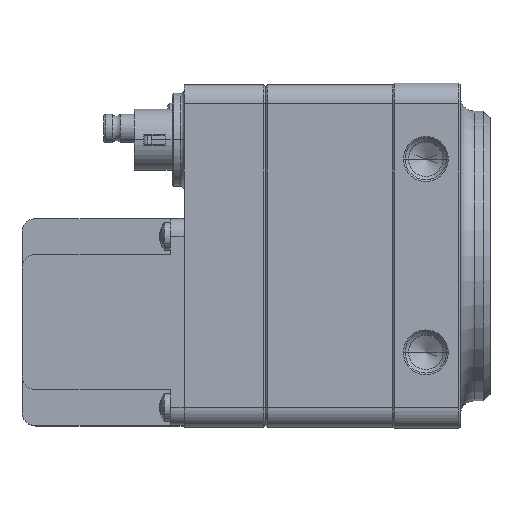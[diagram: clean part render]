
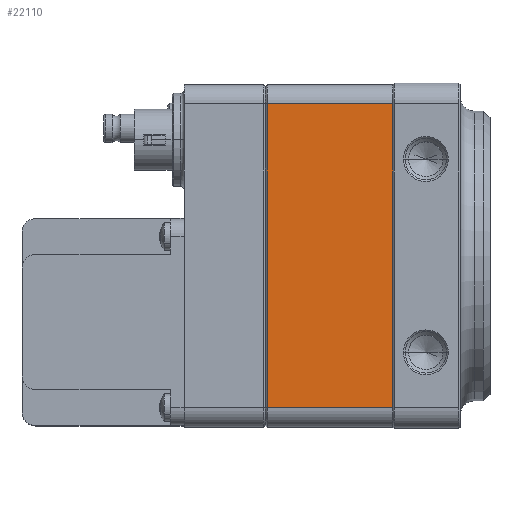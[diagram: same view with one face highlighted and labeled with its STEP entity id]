
A CAD part, top view. The second image highlights one B-rep face of the part: STEP entity #22110.
In plain terms, the highlighted face is planar.
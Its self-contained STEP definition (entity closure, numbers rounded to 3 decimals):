
#21555=DIRECTION('',(0.,0.,-1.));
#21556=VECTOR('',#21555,44.);
#21557=CARTESIAN_POINT('',(0.,-24.8,22.));
#21558=LINE('',#21557,#21556);
#21774=DIRECTION('',(0.,0.,-1.));
#21775=VECTOR('',#21774,44.);
#21776=CARTESIAN_POINT('',(18.15,-24.8,
22.));
#21777=LINE('',#21776,#21775);
#21781=DIRECTION('',(-1.,0.,0.));
#21782=VECTOR('',#21781,18.15);
#21783=CARTESIAN_POINT('',(18.15,-24.8,
-22.));
#21784=LINE('',#21783,#21782);
#21788=DIRECTION('',(-1.,0.,0.));
#21789=VECTOR('',#21788,18.15);
#21790=CARTESIAN_POINT('',(18.15,-24.8,
22.));
#21791=LINE('',#21790,#21789);
#21828=CARTESIAN_POINT('',(0.,-24.8,22.));
#21830=VERTEX_POINT('',#21828);
#21833=CARTESIAN_POINT('',(0.,-24.8,-22.));
#21835=VERTEX_POINT('',#21833);
#21850=CARTESIAN_POINT('',(18.15,-24.8,22.));
#21851=VERTEX_POINT('',#21850);
#21854=CARTESIAN_POINT('',(18.15,-24.8,
-22.));
#21855=VERTEX_POINT('',#21854);
#22098=CARTESIAN_POINT('',(0.,-24.8,24.8));
#22099=DIRECTION('',(0.,-1.,0.));
#22100=DIRECTION('',(0.,0.,-1.));
#22101=AXIS2_PLACEMENT_3D('',#22098,#22099,#22100);
#22102=PLANE('',#22101);
#22103=ORIENTED_EDGE('',*,*,#21985,.T.);
#22104=ORIENTED_EDGE('',*,*,#22093,.T.);
#22105=ORIENTED_EDGE('',*,*,#21883,.F.);
#22107=ORIENTED_EDGE('',*,*,#22106,.F.);
#22108=EDGE_LOOP('',(#22103,#22104,#22105,#22107));
#22109=FACE_OUTER_BOUND('',#22108,.F.);
#22110=ADVANCED_FACE('',(#22109),#22102,.T.);
#21883=EDGE_CURVE('',#21830,#21835,#21558,.T.);
#21985=EDGE_CURVE('',#21851,#21855,#21777,.T.);
#22093=EDGE_CURVE('',#21855,#21835,#21784,.T.);
#22106=EDGE_CURVE('',#21851,#21830,#21791,.T.);
